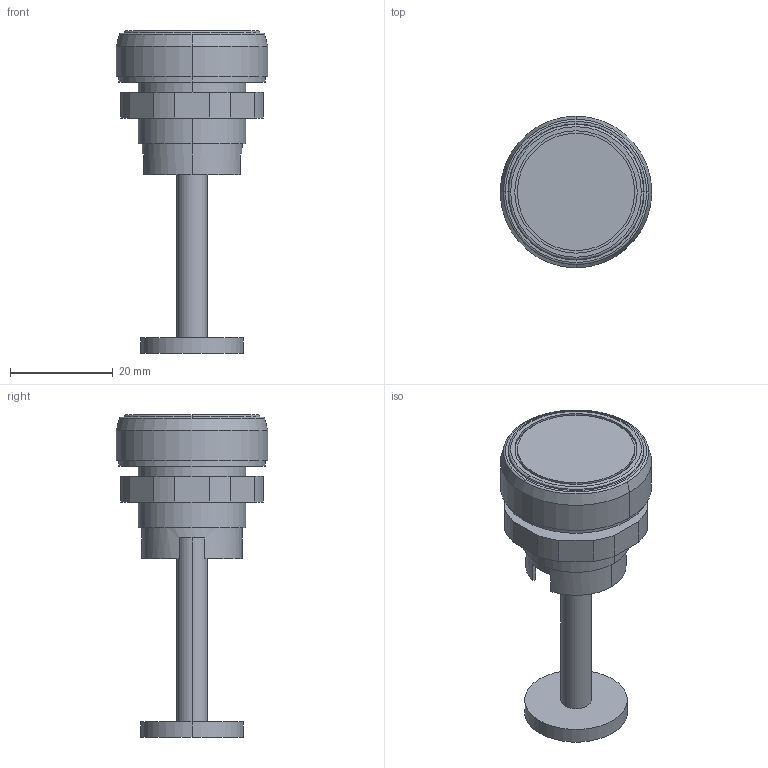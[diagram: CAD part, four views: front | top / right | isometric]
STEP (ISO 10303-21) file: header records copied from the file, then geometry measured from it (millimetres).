
FILE_DESCRIPTION((''),'2;1');
FILE_NAME('3d_LPCR1006.stp','2012-10-03T10:50:25',(''),(''),'Mechanical Desktop 2011','Mechanical Desktop 2011',', , ');
FILE_SCHEMA(('CONFIG_CONTROL_DESIGN'));
Length unit declared in the file: millimetre
Products named in the file (1): Product
Bounding box: 29.5 x 29.5 x 62.8 mm (x, y, z)
Volume: 14864.3 mm3; surface area: 6468.3 mm2
Topology: 4 solids, 4 shells, 64 faces, 153 edges, 103 vertices
Faces by surface type: cylinder 28, plane 28, torus 4, cone 4
Entity records: 1997 total; most frequent: DIRECTION 366, CARTESIAN_POINT 321, ORIENTED_EDGE 306, EDGE_CURVE 153, AXIS2_PLACEMENT_3D 148, VERTEX_POINT 103, CIRCLE 83, EDGE_LOOP 72
